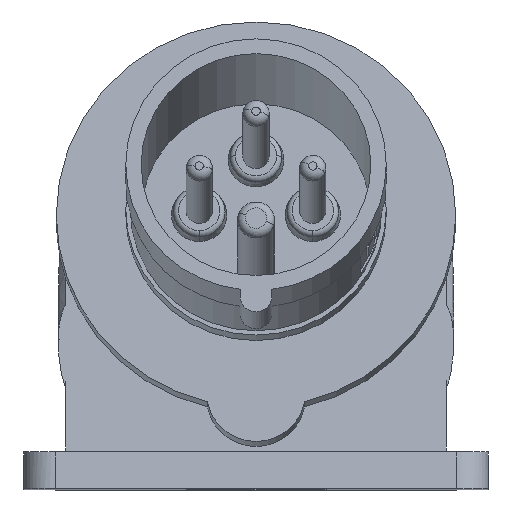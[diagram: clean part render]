
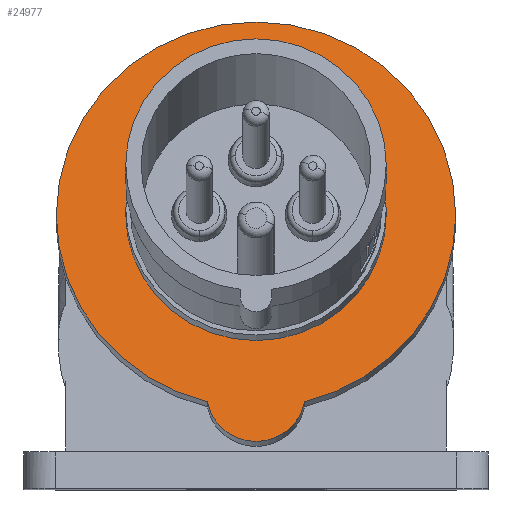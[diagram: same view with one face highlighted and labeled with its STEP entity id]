
A CAD part, top view. The second image highlights one B-rep face of the part: STEP entity #24977.
In plain terms, the highlighted planar face has unit normal (0, 0.259, 0.966).
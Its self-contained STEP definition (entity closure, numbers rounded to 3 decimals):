
#184 = CIRCLE ( 'NONE', #2866, 37.8 ) ;
#1135 = CARTESIAN_POINT ( 'NONE',  ( 0., 75.718, 94.946 ) ) ;
#1295 = EDGE_CURVE ( 'NONE', #12643, #21972, #24303, .T. ) ;
#2866 = AXIS2_PLACEMENT_3D ( 'NONE', #10958, #25480, #13061 ) ;
#2869 = CIRCLE ( 'NONE', #12460, 37.8 ) ;
#3622 = AXIS2_PLACEMENT_3D ( 'NONE', #1135, #5332, #19825 ) ;
#4104 = CARTESIAN_POINT ( 'NONE',  ( 9.166, 16.486, 110.817 ) ) ;
#4512 = CARTESIAN_POINT ( 'NONE',  ( 37.8, 51.908, 101.326 ) ) ;
#4798 = EDGE_CURVE ( 'NONE', #20859, #18223, #5954, .T. ) ;
#5188 = VERTEX_POINT ( 'NONE', #23897 ) ;
#5332 = DIRECTION ( 'NONE',  ( 0., -0.259, -0.966 ) ) ;
#5615 = CARTESIAN_POINT ( 'NONE',  ( 0., 51.908, 101.326 ) ) ;
#5954 = CIRCLE ( 'NONE', #13555, 37.8 ) ;
#6631 = EDGE_CURVE ( 'NONE', #5188, #21501, #24371, .T. ) ;
#7459 = ORIENTED_EDGE ( 'NONE', *, *, #12402, .F. ) ;
#7679 = DIRECTION ( 'NONE',  ( 1., 0., 0. ) ) ;
#7897 = CARTESIAN_POINT ( 'NONE',  ( 0., 51.908, 101.326 ) ) ;
#9967 = DIRECTION ( 'NONE',  ( 1., 0., 0. ) ) ;
#10450 = AXIS2_PLACEMENT_3D ( 'NONE', #5615, #20112, #7679 ) ;
#10671 = EDGE_LOOP ( 'NONE', ( #14630, #17905, #24383, #12891 ) ) ;
#10958 = CARTESIAN_POINT ( 'NONE',  ( 0., 51.908, 101.326 ) ) ;
#11030 = EDGE_CURVE ( 'NONE', #18223, #12643, #2869, .T. ) ;
#11217 = CARTESIAN_POINT ( 'NONE',  ( 0., 51.908, 101.326 ) ) ;
#11534 = CARTESIAN_POINT ( 'NONE',  ( 0., 18.004, 110.41 ) ) ;
#11788 = CARTESIAN_POINT ( 'NONE',  ( -37.8, 51.908, 101.326 ) ) ;
#11963 = CARTESIAN_POINT ( 'NONE',  ( 0., 51.908, 101.326 ) ) ;
#12402 = EDGE_CURVE ( 'NONE', #21501, #5188, #20404, .T. ) ;
#12460 = AXIS2_PLACEMENT_3D ( 'NONE', #7897, #22406, #9967 ) ;
#12643 = VERTEX_POINT ( 'NONE', #12787 ) ;
#12787 = CARTESIAN_POINT ( 'NONE',  ( -9.166, 16.486, 110.817 ) ) ;
#12891 = ORIENTED_EDGE ( 'NONE', *, *, #1295, .T. ) ;
#13061 = DIRECTION ( 'NONE',  ( 1., 0., 0. ) ) ;
#13315 = DIRECTION ( 'NONE',  ( 1., 0., 0. ) ) ;
#13555 = AXIS2_PLACEMENT_3D ( 'NONE', #11217, #25749, #13315 ) ;
#13634 = DIRECTION ( 'NONE',  ( 1., 0., 0. ) ) ;
#14085 = DIRECTION ( 'NONE',  ( 1., 0., 0. ) ) ;
#14604 = ORIENTED_EDGE ( 'NONE', *, *, #6631, .F. ) ;
#14630 = ORIENTED_EDGE ( 'NONE', *, *, #21218, .T. ) ;
#16947 = EDGE_LOOP ( 'NONE', ( #14604, #7459 ) ) ;
#17236 = AXIS2_PLACEMENT_3D ( 'NONE', #11534, #26070, #13634 ) ;
#17770 = PLANE ( 'NONE',  #3622 ) ;
#17905 = ORIENTED_EDGE ( 'NONE', *, *, #4798, .T. ) ;
#18223 = VERTEX_POINT ( 'NONE', #11788 ) ;
#19825 = DIRECTION ( 'NONE',  ( -1., 0., 0. ) ) ;
#20112 = DIRECTION ( 'NONE',  ( 0., 0.259, 0.966 ) ) ;
#20404 = CIRCLE ( 'NONE', #22901, 24.65 ) ;
#20859 = VERTEX_POINT ( 'NONE', #4512 ) ;
#21218 = EDGE_CURVE ( 'NONE', #21972, #20859, #184, .T. ) ;
#21501 = VERTEX_POINT ( 'NONE', #22285 ) ;
#21972 = VERTEX_POINT ( 'NONE', #4104 ) ;
#22285 = CARTESIAN_POINT ( 'NONE',  ( 24.65, 51.908, 101.326 ) ) ;
#22406 = DIRECTION ( 'NONE',  ( 0., 0.259, 0.966 ) ) ;
#22901 = AXIS2_PLACEMENT_3D ( 'NONE', #11963, #26474, #14085 ) ;
#23171 = FACE_BOUND ( 'NONE', #16947, .T. ) ;
#23813 = FACE_OUTER_BOUND ( 'NONE', #10671, .T. ) ;
#23897 = CARTESIAN_POINT ( 'NONE',  ( -24.65, 51.908, 101.326 ) ) ;
#24303 = CIRCLE ( 'NONE', #17236, 9.3 ) ;
#24371 = CIRCLE ( 'NONE', #10450, 24.65 ) ;
#24383 = ORIENTED_EDGE ( 'NONE', *, *, #11030, .T. ) ;
#24977 = ADVANCED_FACE ( 'NONE', ( #23171, #23813 ), #17770, .F. ) ;
#25480 = DIRECTION ( 'NONE',  ( 0., 0.259, 0.966 ) ) ;
#25749 = DIRECTION ( 'NONE',  ( 0., 0.259, 0.966 ) ) ;
#26070 = DIRECTION ( 'NONE',  ( 0., 0.259, 0.966 ) ) ;
#26474 = DIRECTION ( 'NONE',  ( 0., 0.259, 0.966 ) ) ;
